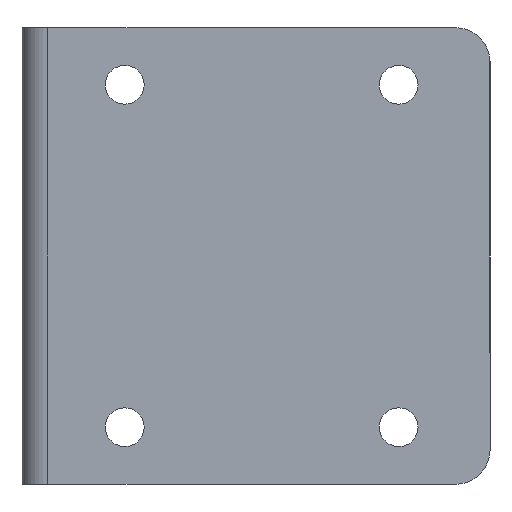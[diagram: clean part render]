
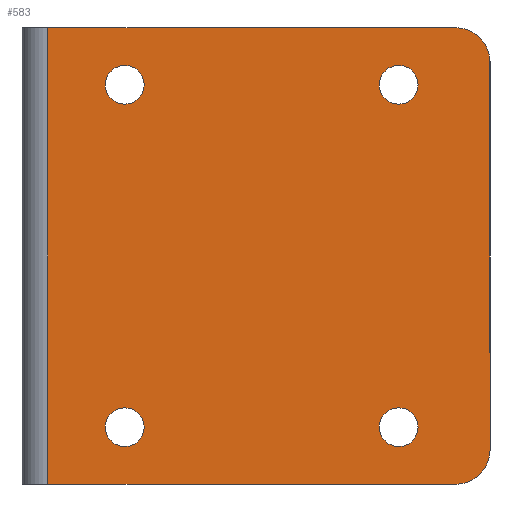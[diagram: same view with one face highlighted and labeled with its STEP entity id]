
A CAD part, front view. The second image highlights one B-rep face of the part: STEP entity #583.
In plain terms, the highlighted planar face has unit normal (0, -1, 0).
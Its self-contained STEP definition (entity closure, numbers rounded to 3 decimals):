
#4 = CIRCLE ( 'NONE', #791, 1.7 ) ;
#14 = AXIS2_PLACEMENT_3D ( 'NONE', #139, #380, #926 ) ;
#19 = DIRECTION ( 'NONE',  ( 0., 1., 0. ) ) ;
#29 = VERTEX_POINT ( 'NONE', #132 ) ;
#33 = DIRECTION ( 'NONE',  ( 0., 0., -1. ) ) ;
#46 = EDGE_CURVE ( 'NONE', #746, #248, #989, .T. ) ;
#48 = PLANE ( 'NONE',  #1183 ) ;
#73 = DIRECTION ( 'NONE',  ( 0., 0., 1. ) ) ;
#75 = AXIS2_PLACEMENT_3D ( 'NONE', #824, #300, #73 ) ;
#87 = DIRECTION ( 'NONE',  ( 0., 0., 1. ) ) ;
#98 = VERTEX_POINT ( 'NONE', #325 ) ;
#99 = CIRCLE ( 'NONE', #164, 1.7 ) ;
#100 = DIRECTION ( 'NONE',  ( -1., 0., 0. ) ) ;
#102 = FACE_BOUND ( 'NONE', #490, .T. ) ;
#103 = EDGE_LOOP ( 'NONE', ( #367, #596, #125, #1126, #835, #607 ) ) ;
#113 = CARTESIAN_POINT ( 'NONE',  ( 41., -28., 17. ) ) ;
#125 = ORIENTED_EDGE ( 'NONE', *, *, #1257, .T. ) ;
#132 = CARTESIAN_POINT ( 'NONE',  ( 38., -28., -20. ) ) ;
#139 = CARTESIAN_POINT ( 'NONE',  ( 38., -28., 17. ) ) ;
#151 = CARTESIAN_POINT ( 'NONE',  ( 33., -28., -15. ) ) ;
#164 = AXIS2_PLACEMENT_3D ( 'NONE', #1350, #388, #87 ) ;
#174 = VERTEX_POINT ( 'NONE', #988 ) ;
#193 = EDGE_CURVE ( 'NONE', #1013, #1083, #1132, .T. ) ;
#198 = VERTEX_POINT ( 'NONE', #113 ) ;
#226 = CARTESIAN_POINT ( 'NONE',  ( 9., -28., -16.7 ) ) ;
#232 = ORIENTED_EDGE ( 'NONE', *, *, #1278, .T. ) ;
#248 = VERTEX_POINT ( 'NONE', #769 ) ;
#251 = DIRECTION ( 'NONE',  ( 0., 1., 0. ) ) ;
#272 = EDGE_CURVE ( 'NONE', #1277, #174, #860, .T. ) ;
#289 = ORIENTED_EDGE ( 'NONE', *, *, #193, .T. ) ;
#300 = DIRECTION ( 'NONE',  ( 0., 1., 0. ) ) ;
#301 = LINE ( 'NONE', #1365, #443 ) ;
#321 = DIRECTION ( 'NONE',  ( 0., 0., 1. ) ) ;
#325 = CARTESIAN_POINT ( 'NONE',  ( 38., -28., 20. ) ) ;
#333 = CARTESIAN_POINT ( 'NONE',  ( 33., -28., 15. ) ) ;
#340 = CARTESIAN_POINT ( 'NONE',  ( 41., -28., 20. ) ) ;
#365 = DIRECTION ( 'NONE',  ( 0., 1., 0. ) ) ;
#367 = ORIENTED_EDGE ( 'NONE', *, *, #605, .F. ) ;
#380 = DIRECTION ( 'NONE',  ( 0., -1., 0. ) ) ;
#386 = EDGE_LOOP ( 'NONE', ( #651, #623 ) ) ;
#388 = DIRECTION ( 'NONE',  ( 0., 1., 0. ) ) ;
#389 = FACE_BOUND ( 'NONE', #386, .T. ) ;
#398 = FACE_BOUND ( 'NONE', #689, .T. ) ;
#405 = DIRECTION ( 'NONE',  ( 0., 1., 0. ) ) ;
#407 = AXIS2_PLACEMENT_3D ( 'NONE', #333, #1272, #714 ) ;
#443 = VECTOR ( 'NONE', #1351, 1000. ) ;
#464 = DIRECTION ( 'NONE',  ( 0., 0., 1. ) ) ;
#490 = EDGE_LOOP ( 'NONE', ( #232, #658 ) ) ;
#498 = VERTEX_POINT ( 'NONE', #781 ) ;
#500 = CARTESIAN_POINT ( 'NONE',  ( 9., -28., 16.7 ) ) ;
#521 = VECTOR ( 'NONE', #464, 1000. ) ;
#525 = CARTESIAN_POINT ( 'NONE',  ( 1.5, -28., 20. ) ) ;
#553 = CARTESIAN_POINT ( 'NONE',  ( 9., -28., 15. ) ) ;
#559 = VERTEX_POINT ( 'NONE', #1375 ) ;
#566 = CARTESIAN_POINT ( 'NONE',  ( 9., -28., -15. ) ) ;
#569 = VERTEX_POINT ( 'NONE', #1381 ) ;
#574 = CARTESIAN_POINT ( 'NONE',  ( 33., -28., -16.7 ) ) ;
#583 = ADVANCED_FACE ( 'NONE', ( #102, #957, #398, #389, #1194 ), #48, .F. ) ;
#587 = EDGE_LOOP ( 'NONE', ( #1166, #289 ) ) ;
#596 = ORIENTED_EDGE ( 'NONE', *, *, #744, .T. ) ;
#605 = EDGE_CURVE ( 'NONE', #29, #248, #301, .T. ) ;
#607 = ORIENTED_EDGE ( 'NONE', *, *, #46, .T. ) ;
#617 = CARTESIAN_POINT ( 'NONE',  ( 9., -28., -15. ) ) ;
#623 = ORIENTED_EDGE ( 'NONE', *, *, #272, .T. ) ;
#635 = CIRCLE ( 'NONE', #946, 1.7 ) ;
#639 = LINE ( 'NONE', #1149, #1364 ) ;
#651 = ORIENTED_EDGE ( 'NONE', *, *, #1291, .T. ) ;
#658 = ORIENTED_EDGE ( 'NONE', *, *, #1167, .T. ) ;
#688 = EDGE_CURVE ( 'NONE', #98, #746, #639, .T. ) ;
#689 = EDGE_LOOP ( 'NONE', ( #1120, #844 ) ) ;
#714 = DIRECTION ( 'NONE',  ( 0., 0., 1. ) ) ;
#729 = CIRCLE ( 'NONE', #14, 3. ) ;
#744 = EDGE_CURVE ( 'NONE', #29, #569, #1094, .T. ) ;
#746 = VERTEX_POINT ( 'NONE', #1306 ) ;
#769 = CARTESIAN_POINT ( 'NONE',  ( 2.262, -28., -20. ) ) ;
#781 = CARTESIAN_POINT ( 'NONE',  ( 33., -28., 13.3 ) ) ;
#789 = CARTESIAN_POINT ( 'NONE',  ( 33., -28., -15. ) ) ;
#791 = AXIS2_PLACEMENT_3D ( 'NONE', #789, #19, #984 ) ;
#824 = CARTESIAN_POINT ( 'NONE',  ( 33., -28., 15. ) ) ;
#835 = ORIENTED_EDGE ( 'NONE', *, *, #688, .T. ) ;
#844 = ORIENTED_EDGE ( 'NONE', *, *, #1039, .T. ) ;
#857 = VERTEX_POINT ( 'NONE', #226 ) ;
#860 = CIRCLE ( 'NONE', #974, 1.7 ) ;
#871 = DIRECTION ( 'NONE',  ( 0., 1., 0. ) ) ;
#919 = CARTESIAN_POINT ( 'NONE',  ( 9., -28., 13.3 ) ) ;
#926 = DIRECTION ( 'NONE',  ( 0., 0., 1. ) ) ;
#946 = AXIS2_PLACEMENT_3D ( 'NONE', #566, #365, #1219 ) ;
#951 = AXIS2_PLACEMENT_3D ( 'NONE', #553, #871, #1192 ) ;
#957 = FACE_BOUND ( 'NONE', #587, .T. ) ;
#970 = DIRECTION ( 'NONE',  ( 0., 1., 0. ) ) ;
#974 = AXIS2_PLACEMENT_3D ( 'NONE', #151, #251, #1110 ) ;
#984 = DIRECTION ( 'NONE',  ( 0., 0., 1. ) ) ;
#988 = CARTESIAN_POINT ( 'NONE',  ( 33., -28., -13.3 ) ) ;
#989 = LINE ( 'NONE', #1073, #1000 ) ;
#1000 = VECTOR ( 'NONE', #33, 1000. ) ;
#1013 = VERTEX_POINT ( 'NONE', #919 ) ;
#1039 = EDGE_CURVE ( 'NONE', #498, #559, #1056, .T. ) ;
#1041 = DIRECTION ( 'NONE',  ( 0., 0., 1. ) ) ;
#1056 = CIRCLE ( 'NONE', #407, 1.7 ) ;
#1062 = DIRECTION ( 'NONE',  ( 0., 0., 1. ) ) ;
#1073 = CARTESIAN_POINT ( 'NONE',  ( 2.262, -28., 20. ) ) ;
#1083 = VERTEX_POINT ( 'NONE', #500 ) ;
#1084 = VERTEX_POINT ( 'NONE', #1140 ) ;
#1094 = CIRCLE ( 'NONE', #1230, 3. ) ;
#1095 = DIRECTION ( 'NONE',  ( 0., -1., 0. ) ) ;
#1104 = CIRCLE ( 'NONE', #75, 1.7 ) ;
#1110 = DIRECTION ( 'NONE',  ( 0., 0., 1. ) ) ;
#1120 = ORIENTED_EDGE ( 'NONE', *, *, #1155, .T. ) ;
#1126 = ORIENTED_EDGE ( 'NONE', *, *, #1358, .T. ) ;
#1127 = CIRCLE ( 'NONE', #1284, 1.7 ) ;
#1132 = CIRCLE ( 'NONE', #951, 1.7 ) ;
#1140 = CARTESIAN_POINT ( 'NONE',  ( 9., -28., -13.3 ) ) ;
#1149 = CARTESIAN_POINT ( 'NONE',  ( 1.5, -28., 20. ) ) ;
#1155 = EDGE_CURVE ( 'NONE', #559, #498, #1104, .T. ) ;
#1166 = ORIENTED_EDGE ( 'NONE', *, *, #1175, .T. ) ;
#1167 = EDGE_CURVE ( 'NONE', #857, #1084, #1127, .T. ) ;
#1175 = EDGE_CURVE ( 'NONE', #1083, #1013, #99, .T. ) ;
#1183 = AXIS2_PLACEMENT_3D ( 'NONE', #525, #405, #1062 ) ;
#1192 = DIRECTION ( 'NONE',  ( 0., 0., 1. ) ) ;
#1194 = FACE_OUTER_BOUND ( 'NONE', #103, .T. ) ;
#1219 = DIRECTION ( 'NONE',  ( 0., 0., 1. ) ) ;
#1230 = AXIS2_PLACEMENT_3D ( 'NONE', #1314, #1095, #321 ) ;
#1257 = EDGE_CURVE ( 'NONE', #569, #198, #1310, .T. ) ;
#1272 = DIRECTION ( 'NONE',  ( 0., 1., 0. ) ) ;
#1277 = VERTEX_POINT ( 'NONE', #574 ) ;
#1278 = EDGE_CURVE ( 'NONE', #1084, #857, #635, .T. ) ;
#1284 = AXIS2_PLACEMENT_3D ( 'NONE', #617, #970, #1041 ) ;
#1291 = EDGE_CURVE ( 'NONE', #174, #1277, #4, .T. ) ;
#1306 = CARTESIAN_POINT ( 'NONE',  ( 2.262, -28., 20. ) ) ;
#1310 = LINE ( 'NONE', #340, #521 ) ;
#1314 = CARTESIAN_POINT ( 'NONE',  ( 38., -28., -17. ) ) ;
#1350 = CARTESIAN_POINT ( 'NONE',  ( 9., -28., 15. ) ) ;
#1351 = DIRECTION ( 'NONE',  ( -1., 0., 0. ) ) ;
#1358 = EDGE_CURVE ( 'NONE', #198, #98, #729, .T. ) ;
#1364 = VECTOR ( 'NONE', #100, 1000. ) ;
#1365 = CARTESIAN_POINT ( 'NONE',  ( 1.5, -28., -20. ) ) ;
#1375 = CARTESIAN_POINT ( 'NONE',  ( 33., -28., 16.7 ) ) ;
#1381 = CARTESIAN_POINT ( 'NONE',  ( 41., -28., -17. ) ) ;
